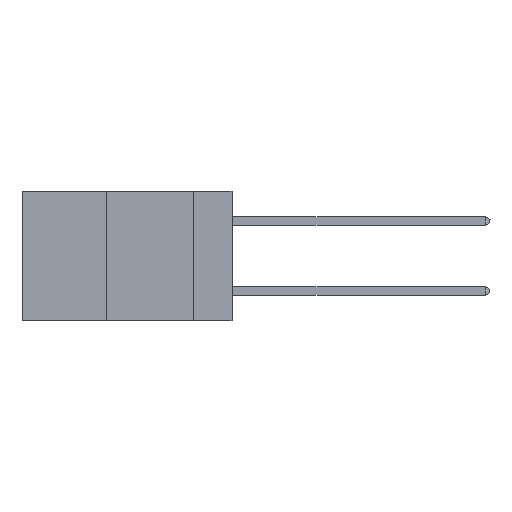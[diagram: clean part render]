
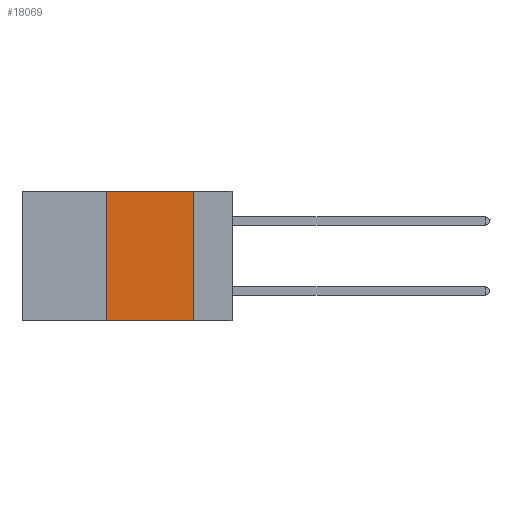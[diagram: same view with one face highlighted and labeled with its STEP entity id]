
A CAD part, left-side view. The second image highlights one B-rep face of the part: STEP entity #18069.
In plain terms, the highlighted planar face has unit normal (-1, 0, 0).
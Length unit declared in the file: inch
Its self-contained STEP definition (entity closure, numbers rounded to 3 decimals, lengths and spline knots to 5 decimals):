
#41 = CARTESIAN_POINT ( 'NONE',  ( 0., 0.11, 0. ) ) ;
#498 = CARTESIAN_POINT ( 'NONE',  ( 0., 0.11, 0. ) ) ;
#1212 = DIRECTION ( 'NONE',  ( 0., -1., 0. ) ) ;
#1476 = DIRECTION ( 'NONE',  ( 0., 0., -1. ) ) ;
#1940 = VECTOR ( 'NONE', #1212, 39.37008 ) ;
#2139 = CARTESIAN_POINT ( 'NONE',  ( 0., 0.36, -0.37 ) ) ;
#2783 = VECTOR ( 'NONE', #15963, 39.37008 ) ;
#3328 = PLANE ( 'NONE',  #27913 ) ;
#4136 = CARTESIAN_POINT ( 'NONE',  ( 0., 0.11, -0.37 ) ) ;
#5192 = VERTEX_POINT ( 'NONE', #4136 ) ;
#5303 = ORIENTED_EDGE ( 'NONE', *, *, #7347, .F. ) ;
#6690 = LINE ( 'NONE', #18981, #25386 ) ;
#6695 = ORIENTED_EDGE ( 'NONE', *, *, #24807, .F. ) ;
#7347 = EDGE_CURVE ( 'NONE', #26077, #26971, #18159, .T. ) ;
#8491 = EDGE_LOOP ( 'NONE', ( #6695, #5303, #15503, #20827 ) ) ;
#8876 = VECTOR ( 'NONE', #20230, 39.37008 ) ;
#9523 = FACE_OUTER_BOUND ( 'NONE', #8491, .T. ) ;
#10250 = CARTESIAN_POINT ( 'NONE',  ( 0., 0.36, 0. ) ) ;
#11698 = EDGE_CURVE ( 'NONE', #21936, #26077, #19230, .T. ) ;
#12209 = DIRECTION ( 'NONE',  ( 1., 0., 0. ) ) ;
#12459 = LINE ( 'NONE', #498, #2783 ) ;
#15503 = ORIENTED_EDGE ( 'NONE', *, *, #11698, .F. ) ;
#15963 = DIRECTION ( 'NONE',  ( 0., 0., -1. ) ) ;
#18069 = ADVANCED_FACE ( 'NONE', ( #9523 ), #3328, .F. ) ;
#18159 = LINE ( 'NONE', #21275, #1940 ) ;
#18200 = CARTESIAN_POINT ( 'NONE',  ( 0., 0.36, 0. ) ) ;
#18981 = CARTESIAN_POINT ( 'NONE',  ( 0., 0.6, -0.37 ) ) ;
#19230 = LINE ( 'NONE', #18200, #8876 ) ;
#20230 = DIRECTION ( 'NONE',  ( 0., 0., 1. ) ) ;
#20827 = ORIENTED_EDGE ( 'NONE', *, *, #23275, .T. ) ;
#21275 = CARTESIAN_POINT ( 'NONE',  ( 0., 0.6, 0. ) ) ;
#21936 = VERTEX_POINT ( 'NONE', #2139 ) ;
#23275 = EDGE_CURVE ( 'NONE', #21936, #5192, #6690, .T. ) ;
#23399 = CARTESIAN_POINT ( 'NONE',  ( 0., 0.6, 0. ) ) ;
#24807 = EDGE_CURVE ( 'NONE', #26971, #5192, #12459, .T. ) ;
#25386 = VECTOR ( 'NONE', #27700, 39.37008 ) ;
#26077 = VERTEX_POINT ( 'NONE', #10250 ) ;
#26971 = VERTEX_POINT ( 'NONE', #41 ) ;
#27700 = DIRECTION ( 'NONE',  ( 0., -1., 0. ) ) ;
#27913 = AXIS2_PLACEMENT_3D ( 'NONE', #23399, #12209, #1476 ) ;
